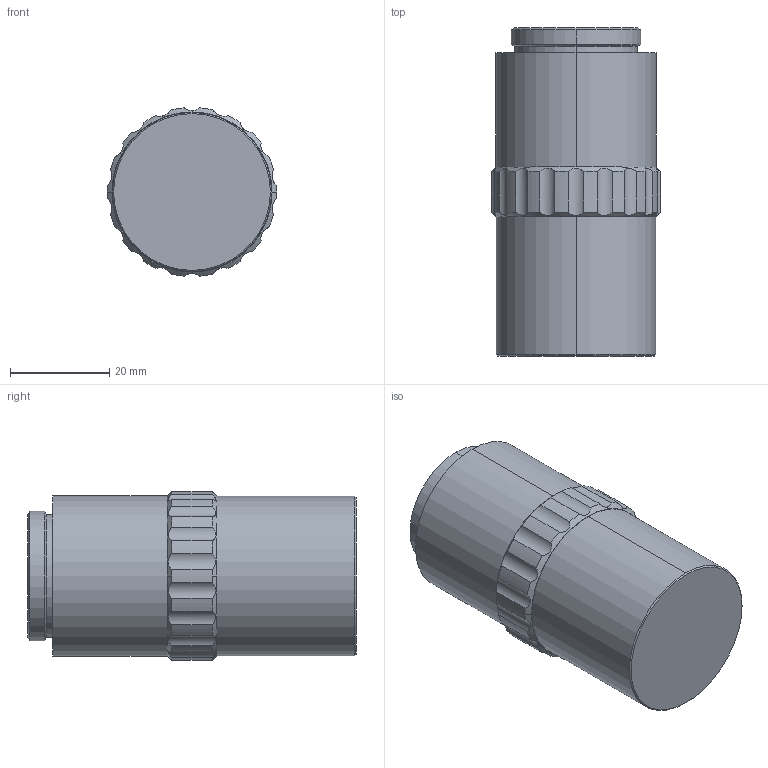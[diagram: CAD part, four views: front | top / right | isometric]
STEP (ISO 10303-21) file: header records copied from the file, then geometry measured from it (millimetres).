
FILE_DESCRIPTION (( 'STEP AP203' ), '1' );
FILE_NAME ('Web Model 58371_58371.step', '2018-11-14T14:35:55', ( '' ), ( '' ), 'SwSTEP 2.0', 'SolidWorks 2016', '' );
FILE_SCHEMA (( 'CONFIG_CONTROL_DESIGN' ));
Length unit declared in the file: millimetre
Products named in the file (1): Web Model 58371_58371
Bounding box: 34 x 66 x 33.85 mm (x, y, z)
Volume: 52614.5 mm3; surface area: 8376.1 mm2
Topology: 1 solids, 1 shells, 61 faces, 163 edges, 106 vertices
Faces by surface type: cylinder 47, cone 10, plane 4
Entity records: 2454 total; most frequent: CARTESIAN_POINT 875, ORIENTED_EDGE 326, DIRECTION 309, EDGE_CURVE 163, AXIS2_PLACEMENT_3D 126, VERTEX_POINT 106, CIRCLE 64, EDGE_LOOP 63
